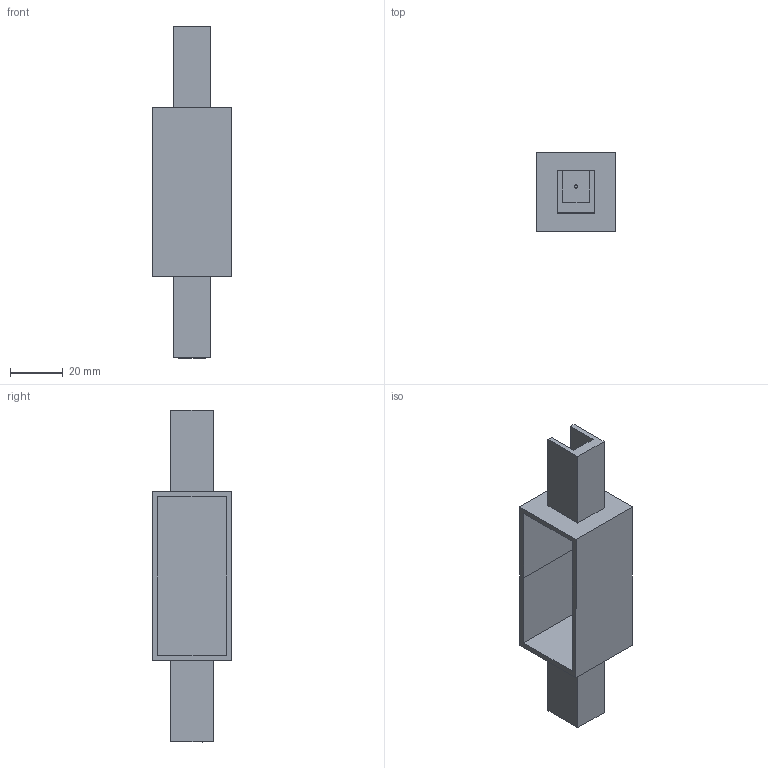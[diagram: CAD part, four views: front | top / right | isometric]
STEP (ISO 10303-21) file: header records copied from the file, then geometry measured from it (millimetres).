
FILE_DESCRIPTION(/* description */ (''),/* implementation_level */ '2;1');
FILE_NAME(/* name */ 'Prototype3 Just Holder.step',/* time_stamp */ '2018-11-05T12:52:34+00:00',/* author */ ('charles.freestone'),/* organization */ (''),/* preprocessor_version */ 'ST-DEVELOPER v17.2',/* originating_system */ 'Autodesk Translation Framework v7.6.0.251',/* authorisation */ '');
FILE_SCHEMA (('AUTOMOTIVE_DESIGN { 1 0 10303 214 3 1 1 }'));
Length unit declared in the file: millimetre
Products named in the file (1): Prototype3 Just Holder
Bounding box: 30 x 30 x 125.5 mm (x, y, z)
Volume: 21805.5 mm3; surface area: 19188.9 mm2
Topology: 1 solids, 1 shells, 35 faces, 84 edges, 56 vertices
Faces by surface type: plane 33, cylinder 2
Full cylindrical faces by diameter (mm): 1.2 x2
Entity records: 1035 total; most frequent: CARTESIAN_POINT 176, ORIENTED_EDGE 168, DIRECTION 160, EDGE_CURVE 84, LINE 80, VECTOR 80, VERTEX_POINT 56, EDGE_LOOP 40
